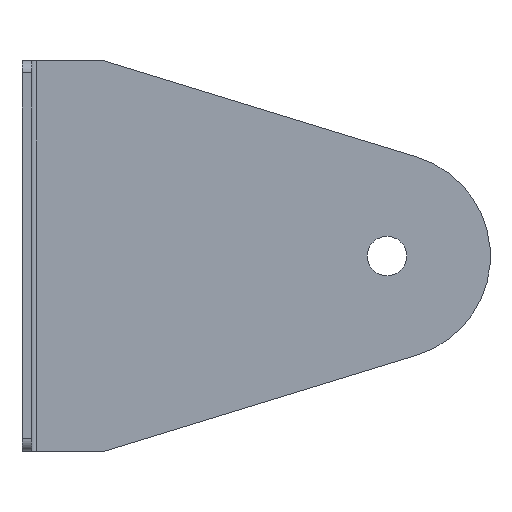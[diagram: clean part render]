
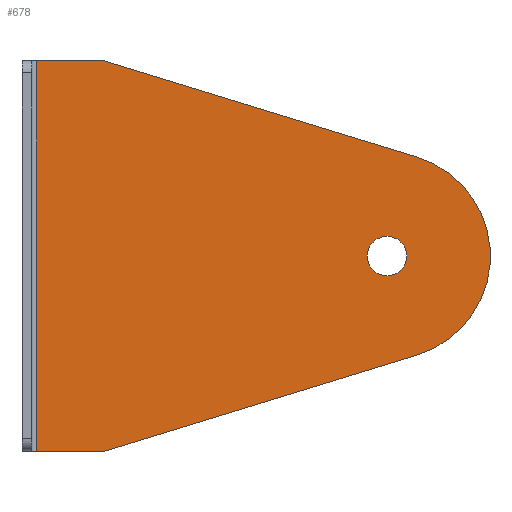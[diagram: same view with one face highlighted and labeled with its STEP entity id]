
A CAD part, top view. The second image highlights one B-rep face of the part: STEP entity #678.
In plain terms, the highlighted planar face has unit normal (0, 0, 1).
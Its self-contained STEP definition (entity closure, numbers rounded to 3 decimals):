
#1 = CARTESIAN_POINT ( 'NONE',  ( 0., -40., 2. ) ) ;
#12 = DIRECTION ( 'NONE',  ( -1., 0., 0. ) ) ;
#45 = CIRCLE ( 'NONE', #499, 21.2 ) ;
#79 = CARTESIAN_POINT ( 'NONE',  ( 16.846, -40., 2. ) ) ;
#82 = CIRCLE ( 'NONE', #571, 4.05 ) ;
#94 = DIRECTION ( 'NONE',  ( 0., 0., 1. ) ) ;
#107 = EDGE_CURVE ( 'NONE', #552, #640, #698, .T. ) ;
#109 = VERTEX_POINT ( 'NONE', #641 ) ;
#113 = DIRECTION ( 'NONE',  ( 0., 0., 1. ) ) ;
#118 = CARTESIAN_POINT ( 'NONE',  ( 3., -40., 2. ) ) ;
#119 = VERTEX_POINT ( 'NONE', #79 ) ;
#133 = CARTESIAN_POINT ( 'NONE',  ( 74.8, 0., 2. ) ) ;
#141 = EDGE_CURVE ( 'NONE', #640, #574, #658, .T. ) ;
#158 = CIRCLE ( 'NONE', #518, 4.05 ) ;
#171 = CARTESIAN_POINT ( 'NONE',  ( 3., 40., 2. ) ) ;
#173 = LINE ( 'NONE', #460, #347 ) ;
#186 = DIRECTION ( 'NONE',  ( 0., 0., -1. ) ) ;
#188 = CARTESIAN_POINT ( 'NONE',  ( 0., 40., 2. ) ) ;
#205 = LINE ( 'NONE', #260, #381 ) ;
#210 = CARTESIAN_POINT ( 'NONE',  ( 74.8, 0., 2. ) ) ;
#212 = ORIENTED_EDGE ( 'NONE', *, *, #309, .T. ) ;
#236 = PLANE ( 'NONE',  #657 ) ;
#249 = CARTESIAN_POINT ( 'NONE',  ( 81.031, -20.264, 2. ) ) ;
#253 = EDGE_CURVE ( 'NONE', #261, #109, #82, .T. ) ;
#257 = EDGE_CURVE ( 'NONE', #649, #552, #205, .T. ) ;
#260 = CARTESIAN_POINT ( 'NONE',  ( 16.846, 40., 2. ) ) ;
#261 = VERTEX_POINT ( 'NONE', #487 ) ;
#266 = CARTESIAN_POINT ( 'NONE',  ( 3., -40., 2. ) ) ;
#279 = EDGE_LOOP ( 'NONE', ( #523, #303 ) ) ;
#303 = ORIENTED_EDGE ( 'NONE', *, *, #549, .F. ) ;
#306 = DIRECTION ( 'NONE',  ( -1., 0., 0. ) ) ;
#309 = EDGE_CURVE ( 'NONE', #119, #706, #173, .T. ) ;
#323 = DIRECTION ( 'NONE',  ( -0.956, 0.294, 0. ) ) ;
#331 = DIRECTION ( 'NONE',  ( 0., -1., 0. ) ) ;
#333 = EDGE_CURVE ( 'NONE', #706, #649, #45, .T. ) ;
#340 = CARTESIAN_POINT ( 'NONE',  ( 16.846, 40., 2. ) ) ;
#347 = VECTOR ( 'NONE', #638, 1000. ) ;
#359 = CARTESIAN_POINT ( 'NONE',  ( 74.8, 0., 2. ) ) ;
#381 = VECTOR ( 'NONE', #323, 1000. ) ;
#383 = DIRECTION ( 'NONE',  ( 1., 0., 0. ) ) ;
#403 = ORIENTED_EDGE ( 'NONE', *, *, #141, .T. ) ;
#411 = CARTESIAN_POINT ( 'NONE',  ( 81.031, 20.264, 2. ) ) ;
#433 = VECTOR ( 'NONE', #515, 1000. ) ;
#448 = CARTESIAN_POINT ( 'NONE',  ( 74.8, 0., 2. ) ) ;
#460 = CARTESIAN_POINT ( 'NONE',  ( 16.846, -40., 2. ) ) ;
#461 = FACE_OUTER_BOUND ( 'NONE', #467, .T. ) ;
#466 = VECTOR ( 'NONE', #331, 1000. ) ;
#467 = EDGE_LOOP ( 'NONE', ( #473, #403, #485, #212, #691, #636 ) ) ;
#473 = ORIENTED_EDGE ( 'NONE', *, *, #107, .T. ) ;
#485 = ORIENTED_EDGE ( 'NONE', *, *, #593, .T. ) ;
#487 = CARTESIAN_POINT ( 'NONE',  ( 78.85, 0., 2. ) ) ;
#499 = AXIS2_PLACEMENT_3D ( 'NONE', #133, #586, #306 ) ;
#515 = DIRECTION ( 'NONE',  ( 1., 0., 0. ) ) ;
#518 = AXIS2_PLACEMENT_3D ( 'NONE', #448, #113, #727 ) ;
#523 = ORIENTED_EDGE ( 'NONE', *, *, #253, .F. ) ;
#549 = EDGE_CURVE ( 'NONE', #109, #261, #158, .T. ) ;
#552 = VERTEX_POINT ( 'NONE', #340 ) ;
#569 = LINE ( 'NONE', #1, #433 ) ;
#571 = AXIS2_PLACEMENT_3D ( 'NONE', #210, #94, #383 ) ;
#574 = VERTEX_POINT ( 'NONE', #118 ) ;
#586 = DIRECTION ( 'NONE',  ( 0., 0., 1. ) ) ;
#593 = EDGE_CURVE ( 'NONE', #574, #119, #569, .T. ) ;
#636 = ORIENTED_EDGE ( 'NONE', *, *, #257, .T. ) ;
#638 = DIRECTION ( 'NONE',  ( 0.956, 0.294, 0. ) ) ;
#639 = FACE_BOUND ( 'NONE', #279, .T. ) ;
#640 = VERTEX_POINT ( 'NONE', #171 ) ;
#641 = CARTESIAN_POINT ( 'NONE',  ( 70.75, 0., 2. ) ) ;
#644 = VECTOR ( 'NONE', #12, 1000. ) ;
#649 = VERTEX_POINT ( 'NONE', #411 ) ;
#657 = AXIS2_PLACEMENT_3D ( 'NONE', #359, #186, #684 ) ;
#658 = LINE ( 'NONE', #266, #466 ) ;
#678 = ADVANCED_FACE ( 'NONE', ( #639, #461 ), #236, .F. ) ;
#684 = DIRECTION ( 'NONE',  ( -1., 0., 0. ) ) ;
#691 = ORIENTED_EDGE ( 'NONE', *, *, #333, .T. ) ;
#698 = LINE ( 'NONE', #188, #644 ) ;
#706 = VERTEX_POINT ( 'NONE', #249 ) ;
#727 = DIRECTION ( 'NONE',  ( 1., 0., 0. ) ) ;
